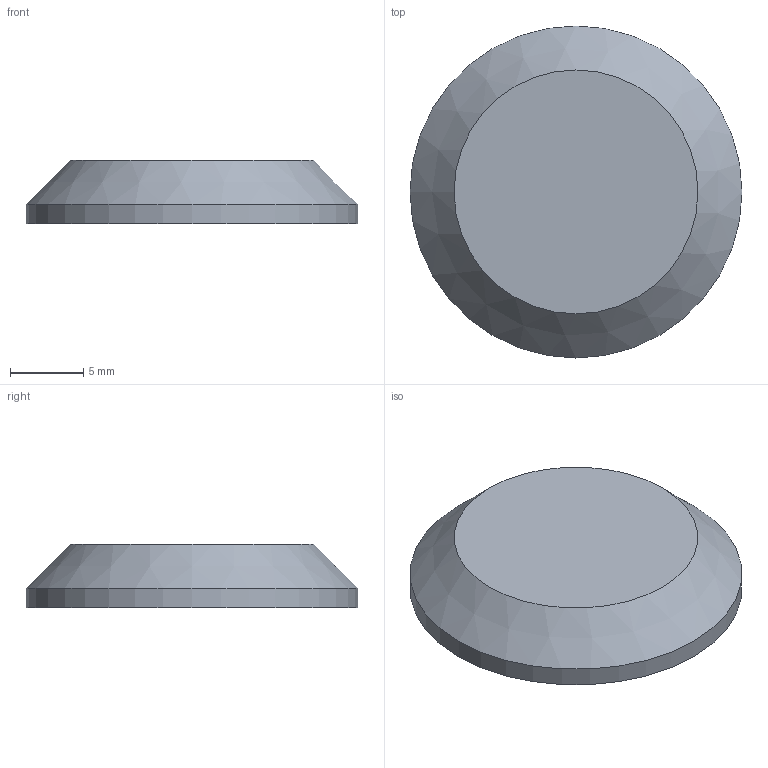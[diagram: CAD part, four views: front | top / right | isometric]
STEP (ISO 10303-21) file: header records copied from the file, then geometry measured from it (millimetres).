
FILE_DESCRIPTION(/* description */ (''),/* implementation_level */ '2;1');
FILE_NAME(/* name */ '',/* time_stamp */ '2025-09-28T00:25:40+09:00',/* author */ (''),/* organization */ (''),/* preprocessor_version */ 'ST-DEVELOPER v20.1',/* originating_system */ 'Autodesk Translation Framework v14.17.0.0',/* authorisation */ '');
FILE_SCHEMA (('AUTOMOTIVE_DESIGN { 1 0 10303 214 3 1 1 }'));
Length unit declared in the file: millimetre
Products named in the file (1): ASモジュール_typeB
Bounding box: 22.62 x 22.62 x 4.3 mm (x, y, z)
Volume: 1411.8 mm3; surface area: 999.6 mm2
Topology: 1 solids, 1 shells, 21 faces, 41 edges, 23 vertices
Faces by surface type: plane 9, cylinder 7, cone 3, torus 2
Full cylindrical faces by diameter (mm): 22.619 x1
Entity records: 601 total; most frequent: CARTESIAN_POINT 138, DIRECTION 98, ORIENTED_EDGE 82, EDGE_CURVE 41, AXIS2_PLACEMENT_3D 39, VERTEX_POINT 23, EDGE_LOOP 22, FACE_OUTER_BOUND 21
